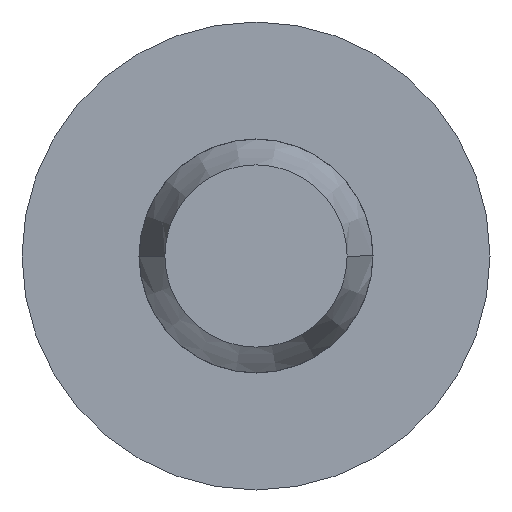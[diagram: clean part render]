
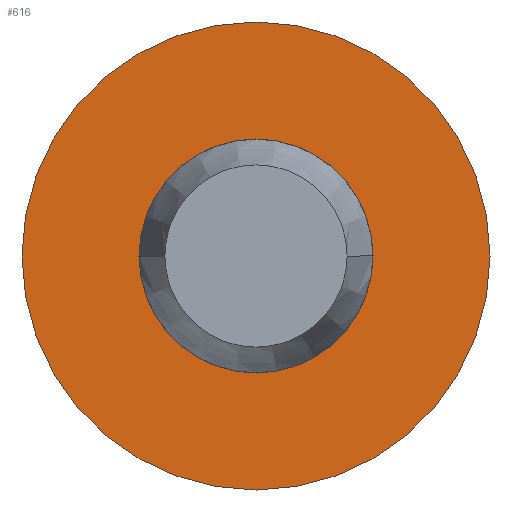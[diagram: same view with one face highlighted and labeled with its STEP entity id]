
A CAD part, front view. The second image highlights one B-rep face of the part: STEP entity #616.
In plain terms, the highlighted planar face has unit normal (0, -1, 0).
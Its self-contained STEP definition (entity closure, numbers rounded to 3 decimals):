
#11 = FACE_BOUND ( 'NONE', #407, .T. ) ;
#30 = DIRECTION ( 'NONE',  ( -1., 0., 0. ) ) ;
#37 = DIRECTION ( 'NONE',  ( -1., 0., 0. ) ) ;
#66 = DIRECTION ( 'NONE',  ( 0., 1., 0. ) ) ;
#79 = VERTEX_POINT ( 'NONE', #849 ) ;
#82 = ORIENTED_EDGE ( 'NONE', *, *, #324, .F. ) ;
#96 = ORIENTED_EDGE ( 'NONE', *, *, #374, .T. ) ;
#106 = DIRECTION ( 'NONE',  ( 0., 1., 0. ) ) ;
#107 = VERTEX_POINT ( 'NONE', #931 ) ;
#114 = DIRECTION ( 'NONE',  ( 0., 1., 0. ) ) ;
#169 = CIRCLE ( 'NONE', #379, 2.5 ) ;
#195 = ORIENTED_EDGE ( 'NONE', *, *, #316, .T. ) ;
#201 = CARTESIAN_POINT ( 'NONE',  ( -1.25, 0., 0. ) ) ;
#208 = PLANE ( 'NONE',  #449 ) ;
#212 = AXIS2_PLACEMENT_3D ( 'NONE', #912, #681, #30 ) ;
#247 = EDGE_CURVE ( 'NONE', #79, #107, #330, .T. ) ;
#250 = CARTESIAN_POINT ( 'NONE',  ( 0., 0., 0. ) ) ;
#316 = EDGE_CURVE ( 'NONE', #336, #905, #569, .T. ) ;
#324 = EDGE_CURVE ( 'NONE', #107, #79, #169, .T. ) ;
#330 = CIRCLE ( 'NONE', #454, 2.5 ) ;
#336 = VERTEX_POINT ( 'NONE', #760 ) ;
#374 = EDGE_CURVE ( 'NONE', #905, #336, #748, .T. ) ;
#379 = AXIS2_PLACEMENT_3D ( 'NONE', #463, #898, #752 ) ;
#392 = CARTESIAN_POINT ( 'NONE',  ( 0., 0., 0. ) ) ;
#404 = DIRECTION ( 'NONE',  ( -1., 0., 0. ) ) ;
#407 = EDGE_LOOP ( 'NONE', ( #96, #195 ) ) ;
#449 = AXIS2_PLACEMENT_3D ( 'NONE', #716, #66, #574 ) ;
#454 = AXIS2_PLACEMENT_3D ( 'NONE', #392, #106, #37 ) ;
#455 = AXIS2_PLACEMENT_3D ( 'NONE', #250, #114, #404 ) ;
#463 = CARTESIAN_POINT ( 'NONE',  ( 0., 0., 0. ) ) ;
#569 = CIRCLE ( 'NONE', #212, 1.25 ) ;
#574 = DIRECTION ( 'NONE',  ( -1., 0., 0. ) ) ;
#616 = ADVANCED_FACE ( 'NONE', ( #863, #11 ), #208, .F. ) ;
#681 = DIRECTION ( 'NONE',  ( 0., 1., 0. ) ) ;
#716 = CARTESIAN_POINT ( 'NONE',  ( 2.5, 0., 0. ) ) ;
#735 = EDGE_LOOP ( 'NONE', ( #880, #82 ) ) ;
#748 = CIRCLE ( 'NONE', #455, 1.25 ) ;
#752 = DIRECTION ( 'NONE',  ( -1., 0., 0. ) ) ;
#760 = CARTESIAN_POINT ( 'NONE',  ( 1.25, 0., 0. ) ) ;
#849 = CARTESIAN_POINT ( 'NONE',  ( 2.5, 0., 0. ) ) ;
#863 = FACE_OUTER_BOUND ( 'NONE', #735, .T. ) ;
#880 = ORIENTED_EDGE ( 'NONE', *, *, #247, .F. ) ;
#898 = DIRECTION ( 'NONE',  ( 0., 1., 0. ) ) ;
#905 = VERTEX_POINT ( 'NONE', #201 ) ;
#912 = CARTESIAN_POINT ( 'NONE',  ( 0., 0., 0. ) ) ;
#931 = CARTESIAN_POINT ( 'NONE',  ( -2.5, 0., 0. ) ) ;
